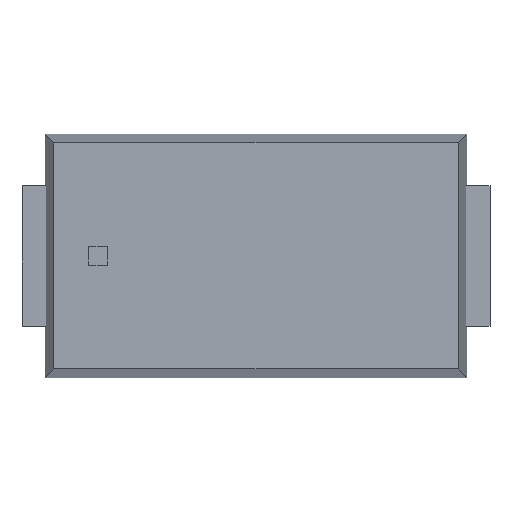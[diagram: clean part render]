
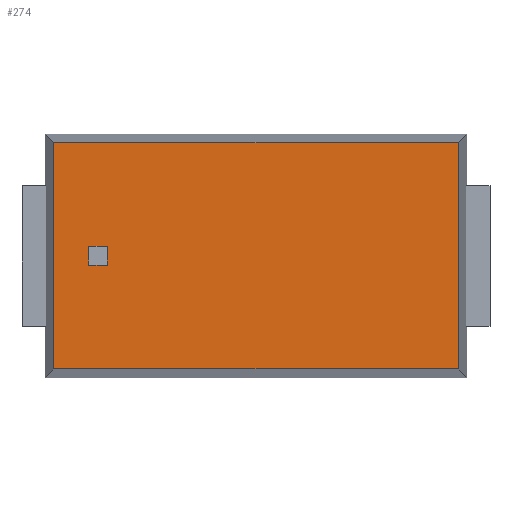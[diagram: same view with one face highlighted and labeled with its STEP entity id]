
A CAD part, top view. The second image highlights one B-rep face of the part: STEP entity #274.
In plain terms, the highlighted planar face has unit normal (0, 0, 1).
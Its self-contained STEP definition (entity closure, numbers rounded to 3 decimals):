
#248=AXIS2_PLACEMENT_3D('Plane Axis2P3D',#245,#246,#247) ;
#50=CARTESIAN_POINT('Vertex',(-1.588,0.1,2.)) ;
#55=CARTESIAN_POINT('Line Origine',(-1.688,0.1,2.)) ;
#59=CARTESIAN_POINT('Vertex',(-1.788,0.1,2.)) ;
#117=CARTESIAN_POINT('Line Origine',(-1.788,0.,2.)) ;
#121=CARTESIAN_POINT('Vertex',(-1.788,-0.1,2.)) ;
#145=CARTESIAN_POINT('Vertex',(-1.588,-0.1,2.)) ;
#148=CARTESIAN_POINT('Line Origine',(-1.588,0.,2.)) ;
#165=CARTESIAN_POINT('Line Origine',(-1.688,-0.1,2.)) ;
#185=CARTESIAN_POINT('Vertex',(2.158,-1.208,2.)) ;
#200=CARTESIAN_POINT('Vertex',(2.158,1.208,2.)) ;
#203=CARTESIAN_POINT('Line Origine',(2.158,0.65,2.)) ;
#225=CARTESIAN_POINT('Vertex',(-2.158,1.208,2.)) ;
#228=CARTESIAN_POINT('Line Origine',(-1.125,1.208,2.)) ;
#245=CARTESIAN_POINT('Axis2P3D Location',(0.,0.,2.)) ;
#250=CARTESIAN_POINT('Line Origine',(0.,-1.208,2.)) ;
#254=CARTESIAN_POINT('Vertex',(-2.158,-1.208,2.)) ;
#257=CARTESIAN_POINT('Line Origine',(-2.158,0.,2.)) ;
#56=DIRECTION('Vector Direction',(1.,0.,0.)) ;
#118=DIRECTION('Vector Direction',(0.,1.,0.)) ;
#149=DIRECTION('Vector Direction',(0.,-1.,0.)) ;
#166=DIRECTION('Vector Direction',(-1.,0.,0.)) ;
#204=DIRECTION('Vector Direction',(0.,1.,0.)) ;
#229=DIRECTION('Vector Direction',(-1.,0.,0.)) ;
#246=DIRECTION('Axis2P3D Direction',(0.,0.,1.)) ;
#247=DIRECTION('Axis2P3D XDirection',(1.,0.,0.)) ;
#251=DIRECTION('Vector Direction',(1.,0.,0.)) ;
#258=DIRECTION('Vector Direction',(0.,-1.,0.)) ;
#57=VECTOR('Line Direction',#56,1.) ;
#119=VECTOR('Line Direction',#118,1.) ;
#150=VECTOR('Line Direction',#149,1.) ;
#167=VECTOR('Line Direction',#166,1.) ;
#205=VECTOR('Line Direction',#204,1.) ;
#230=VECTOR('Line Direction',#229,1.) ;
#252=VECTOR('Line Direction',#251,1.) ;
#259=VECTOR('Line Direction',#258,1.) ;
#263=ORIENTED_EDGE('',*,*,#256,.T.) ;
#264=ORIENTED_EDGE('',*,*,#207,.T.) ;
#265=ORIENTED_EDGE('',*,*,#232,.T.) ;
#266=ORIENTED_EDGE('',*,*,#261,.T.) ;
#269=ORIENTED_EDGE('',*,*,#169,.F.) ;
#270=ORIENTED_EDGE('',*,*,#123,.F.) ;
#271=ORIENTED_EDGE('',*,*,#61,.F.) ;
#272=ORIENTED_EDGE('',*,*,#152,.F.) ;
#273=FACE_BOUND('',#268,.T.) ;
#274=ADVANCED_FACE('',(#267,#273),#249,.T.) ;
#61=EDGE_CURVE('',#51,#60,#58,.F.) ;
#123=EDGE_CURVE('',#60,#122,#120,.F.) ;
#152=EDGE_CURVE('',#146,#51,#151,.F.) ;
#169=EDGE_CURVE('',#122,#146,#168,.F.) ;
#207=EDGE_CURVE('',#186,#201,#206,.T.) ;
#232=EDGE_CURVE('',#201,#226,#231,.T.) ;
#256=EDGE_CURVE('',#255,#186,#253,.T.) ;
#261=EDGE_CURVE('',#226,#255,#260,.T.) ;
#262=EDGE_LOOP('',(#263,#264,#265,#266)) ;
#268=EDGE_LOOP('',(#269,#270,#271,#272)) ;
#267=FACE_OUTER_BOUND('',#262,.T.) ;
#58=LINE('Line',#55,#57) ;
#120=LINE('Line',#117,#119) ;
#151=LINE('Line',#148,#150) ;
#168=LINE('Line',#165,#167) ;
#206=LINE('Line',#203,#205) ;
#231=LINE('Line',#228,#230) ;
#253=LINE('Line',#250,#252) ;
#260=LINE('Line',#257,#259) ;
#249=PLANE('Plane',#248) ;
#51=VERTEX_POINT('',#50) ;
#60=VERTEX_POINT('',#59) ;
#122=VERTEX_POINT('',#121) ;
#146=VERTEX_POINT('',#145) ;
#186=VERTEX_POINT('',#185) ;
#201=VERTEX_POINT('',#200) ;
#226=VERTEX_POINT('',#225) ;
#255=VERTEX_POINT('',#254) ;
